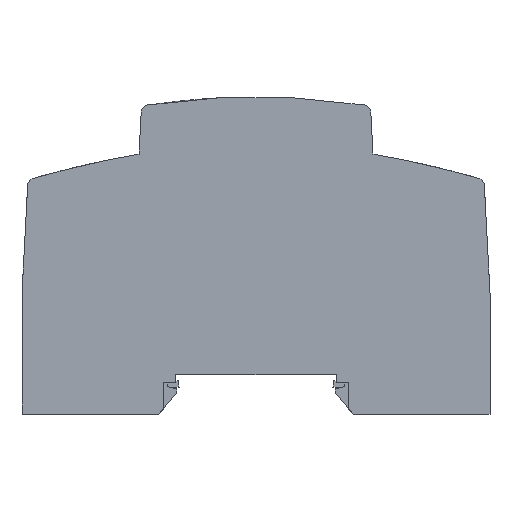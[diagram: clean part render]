
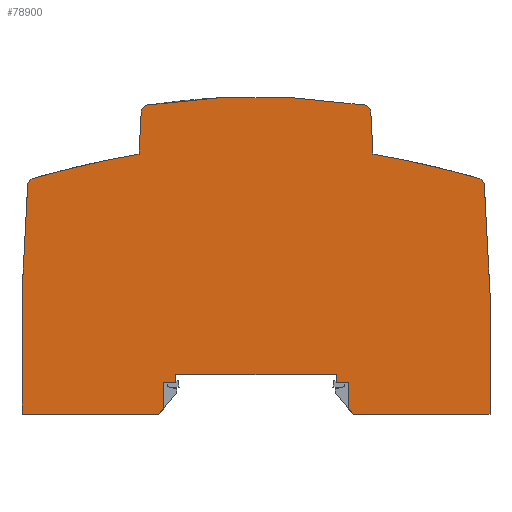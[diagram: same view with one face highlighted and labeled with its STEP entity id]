
A CAD part, top view. The second image highlights one B-rep face of the part: STEP entity #78900.
In plain terms, the highlighted planar face has unit normal (0, 0, 1).
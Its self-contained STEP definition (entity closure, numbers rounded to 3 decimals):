
#1960=CARTESIAN_POINT('',(17.8,1.,0.));
#1970=VERTEX_POINT('',#1960);
#2000=CARTESIAN_POINT('',(18.8,0.,0.));
#2010=DIRECTION('',(-0.707,0.707,0.));
#2020=VECTOR('',#2010,1.);
#2030=LINE('',#2000,#2020);
#2040=CARTESIAN_POINT('',(18.8,0.,0.));
#2050=VERTEX_POINT('',#2040);
#2060=EDGE_CURVE('',#2050,#1970,#2030,.T.);
#2900=CARTESIAN_POINT('',(-20.804,59.446,0.));
#2910=VERTEX_POINT('',#2900);
#3070=CARTESIAN_POINT('',(20.804,59.446,0.));
#3080=VERTEX_POINT('',#3070);
#3110=CARTESIAN_POINT('',(0.,-79.,0.));
#3120=DIRECTION('',(0.,-0.,1.));
#3130=DIRECTION('',(0.149,0.989,0.));
#3140=AXIS2_PLACEMENT_3D('',#3110,#3120,#3130);
#3150=CIRCLE('',#3140,140.);
#3160=EDGE_CURVE('',#3080,#2910,#3150,.T.);
#4290=CARTESIAN_POINT('',(22.079,58.041,0.));
#4300=VERTEX_POINT('',#4290);
#4530=CARTESIAN_POINT('',(22.5,50.,0.));
#4540=VERTEX_POINT('',#4530);
#4570=CARTESIAN_POINT('',(25.389,-5.128,0.));
#4580=DIRECTION('',(-0.052,0.999,0.));
#4590=VECTOR('',#4580,1.);
#4600=LINE('',#4570,#4590);
#4610=CARTESIAN_POINT('',(22.442,51.1,0.));
#4620=VERTEX_POINT('',#4610);
#4630=EDGE_CURVE('',#4540,#4620,#4600,.T.);
#4650=CARTESIAN_POINT('',(22.079,58.041,0.));
#4660=DIRECTION('',(0.052,-0.999,0.));
#4670=VECTOR('',#4660,1.);
#4680=LINE('',#4650,#4670);
#4690=EDGE_CURVE('',#4300,#4620,#4680,.T.);
#5080=CARTESIAN_POINT('',(-17.8,6.,0.));
#5090=VERTEX_POINT('',#5080);
#5120=CARTESIAN_POINT('',(-17.8,6.,0.));
#5130=DIRECTION('',(1.,0.,0.));
#5140=VECTOR('',#5130,1.);
#5150=LINE('',#5120,#5140);
#5160=CARTESIAN_POINT('',(-15.4,6.,0.));
#5170=VERTEX_POINT('',#5160);
#5180=EDGE_CURVE('',#5090,#5170,#5150,.T.);
#8480=CARTESIAN_POINT('',(-22.5,50.,0.));
#8490=VERTEX_POINT('',#8480);
#8660=CARTESIAN_POINT('',(-22.079,58.041,0.));
#8670=VERTEX_POINT('',#8660);
#8700=CARTESIAN_POINT('',(-22.444,51.077,0.));
#8710=DIRECTION('',(0.052,0.999,0.));
#8720=VECTOR('',#8710,1.);
#8730=LINE('',#8700,#8720);
#8740=EDGE_CURVE('',#8490,#8670,#8730,.T.);
#9000=CARTESIAN_POINT('',(-20.581,57.962,0.));
#9010=DIRECTION('',(0.,-0.,1.));
#9020=DIRECTION('',(-0.149,0.989,0.));
#9030=AXIS2_PLACEMENT_3D('',#9000,#9010,#9020);
#9040=CIRCLE('',#9030,1.5);
#9050=EDGE_CURVE('',#2910,#8670,#9040,.T.);
#9600=CARTESIAN_POINT('',(20.581,57.962,0.));
#9610=DIRECTION('',(0.,-0.,1.));
#9620=DIRECTION('',(0.999,0.052,0.));
#9630=AXIS2_PLACEMENT_3D('',#9600,#9610,#9620);
#9640=CIRCLE('',#9630,1.5);
#9650=EDGE_CURVE('',#4300,#3080,#9640,.T.);
#11540=CARTESIAN_POINT('',(-15.4,7.6,0.));
#11550=VERTEX_POINT('',#11540);
#11580=CARTESIAN_POINT('',(0.,7.6,-0.));
#11590=DIRECTION('',(-1.,0.,0.));
#11600=VECTOR('',#11590,1.);
#11610=LINE('',#11580,#11600);
#11620=CARTESIAN_POINT('',(15.4,7.6,-0.));
#11630=VERTEX_POINT('',#11620);
#11640=EDGE_CURVE('',#11630,#11550,#11610,.T.);
#12860=CARTESIAN_POINT('',(-17.8,1.,0.));
#12870=VERTEX_POINT('',#12860);
#12900=CARTESIAN_POINT('',(-17.8,1.,0.));
#12910=DIRECTION('',(0.,1.,0.));
#12920=VECTOR('',#12910,1.);
#12930=LINE('',#12900,#12920);
#12940=EDGE_CURVE('',#12870,#5090,#12930,.T.);
#14970=CARTESIAN_POINT('',(-15.4,7.6,0.));
#14980=DIRECTION('',(0.,-1.,0.));
#14990=VECTOR('',#14980,1.);
#15000=LINE('',#14970,#14990);
#15010=EDGE_CURVE('',#11550,#5170,#15000,.T.);
#15240=CARTESIAN_POINT('',(17.8,6.,0.));
#15250=VERTEX_POINT('',#15240);
#15560=CARTESIAN_POINT('',(15.4,6.,0.));
#15570=VERTEX_POINT('',#15560);
#15600=CARTESIAN_POINT('',(0.,6.,0.));
#15610=DIRECTION('',(-1.,-0.,-0.));
#15620=VECTOR('',#15610,1.);
#15630=LINE('',#15600,#15620);
#15640=EDGE_CURVE('',#15250,#15570,#15630,.T.);
#15950=CARTESIAN_POINT('',(-45.,0.,0.));
#15960=VERTEX_POINT('',#15950);
#15990=CARTESIAN_POINT('',(0.,0.,-0.));
#16000=DIRECTION('',(-1.,0.,0.));
#16010=VECTOR('',#16000,1.);
#16020=LINE('',#15990,#16010);
#16030=CARTESIAN_POINT('',(-18.8,0.,0.));
#16040=VERTEX_POINT('',#16030);
#16050=EDGE_CURVE('',#16040,#15960,#16020,.T.);
#16360=CARTESIAN_POINT('',(-18.8,0.,0.));
#16370=DIRECTION('',(0.707,0.707,0.));
#16380=VECTOR('',#16370,1.);
#16390=LINE('',#16360,#16380);
#16400=EDGE_CURVE('',#16040,#12870,#16390,.T.);
#20600=CARTESIAN_POINT('',(0.,-0.,0.));
#20610=DIRECTION('',(-1.,0.,0.));
#20620=VECTOR('',#20610,1.);
#20630=LINE('',#20600,#20620);
#20640=CARTESIAN_POINT('',(45.,-0.,0.));
#20650=VERTEX_POINT('',#20640);
#20660=EDGE_CURVE('',#20650,#2050,#20630,.T.);
#21530=CARTESIAN_POINT('',(15.4,0.,0.));
#21540=DIRECTION('',(0.,1.,-0.));
#21550=VECTOR('',#21540,1.);
#21560=LINE('',#21530,#21550);
#21570=EDGE_CURVE('',#15570,#11630,#21560,.T.);
#22280=CARTESIAN_POINT('',(17.8,0.,-0.));
#22290=DIRECTION('',(0.,1.,-0.));
#22300=VECTOR('',#22290,1.);
#22310=LINE('',#22280,#22300);
#22320=EDGE_CURVE('',#1970,#15250,#22310,.T.);
#46190=CARTESIAN_POINT('',(-43.897,44.29,0.));
#46200=VERTEX_POINT('',#46190);
#46230=CARTESIAN_POINT('',(-46.218,0.,0.));
#46240=DIRECTION('',(-0.052,-0.999,0.));
#46250=VECTOR('',#46240,1.);
#46260=LINE('',#46230,#46250);
#46270=CARTESIAN_POINT('',(-43.913,43.971,0.));
#46280=VERTEX_POINT('',#46270);
#46290=EDGE_CURVE('',#46200,#46280,#46260,.T.);
#46310=CARTESIAN_POINT('',(-46.219,0.,0.));
#46320=DIRECTION('',(0.052,0.999,0.));
#46330=VECTOR('',#46320,1.);
#46340=LINE('',#46310,#46330);
#46350=CARTESIAN_POINT('',(-45.,23.25,0.));
#46360=VERTEX_POINT('',#46350);
#46370=EDGE_CURVE('',#46360,#46280,#46340,.T.);
#48920=CARTESIAN_POINT('',(12.011,-147.,0.));
#48930=DIRECTION('',(-0.,-0.,-1.));
#48940=DIRECTION('',(-0.274,0.962,0.));
#48950=AXIS2_PLACEMENT_3D('',#48920,#48930,#48940);
#48960=CIRCLE('',#48950,200.);
#48970=CARTESIAN_POINT('',(-42.827,45.335,0.));
#48980=VERTEX_POINT('',#48970);
#48990=EDGE_CURVE('',#48980,#8490,#48960,.T.);
#51390=CARTESIAN_POINT('',(-43.858,44.304,0.));
#51400=VERTEX_POINT('',#51390);
#51430=CARTESIAN_POINT('',(0.068,-78.05,0.));
#51440=DIRECTION('',(-0.,0.,1.));
#51450=DIRECTION('',(1.,0.,0.));
#51460=AXIS2_PLACEMENT_3D('',#51430,#51440,#51450);
#51470=CIRCLE('',#51460,130.);
#51480=EDGE_CURVE('',#51400,#46200,#51470,.T.);
#58390=CARTESIAN_POINT('',(-45.,0.,0.));
#58400=DIRECTION('',(0.,1.,0.));
#58410=VECTOR('',#58400,1.);
#58420=LINE('',#58390,#58410);
#58430=EDGE_CURVE('',#15960,#46360,#58420,.T.);
#59060=CARTESIAN_POINT('',(-42.415,43.893,0.));
#59070=DIRECTION('',(-0.,0.,1.));
#59080=DIRECTION('',(-0.274,0.962,0.));
#59090=AXIS2_PLACEMENT_3D('',#59060,#59070,#59080);
#59100=CIRCLE('',#59090,1.5);
#59110=EDGE_CURVE('',#48980,#51400,#59100,.T.);
#67000=CARTESIAN_POINT('',(42.827,45.335,0.));
#67010=VERTEX_POINT('',#67000);
#67040=CARTESIAN_POINT('',(-12.011,-147.,0.));
#67050=DIRECTION('',(-0.,-0.,-1.));
#67060=DIRECTION('',(0.172,0.985,0.));
#67070=AXIS2_PLACEMENT_3D('',#67040,#67050,#67060);
#67080=CIRCLE('',#67070,200.);
#67090=EDGE_CURVE('',#4540,#67010,#67080,.T.);
#78040=CARTESIAN_POINT('',(43.858,44.304,0.));
#78050=VERTEX_POINT('',#78040);
#78080=CARTESIAN_POINT('',(42.415,43.893,0.));
#78090=DIRECTION('',(-0.,-0.,-1.));
#78100=DIRECTION('',(0.274,0.962,0.));
#78110=AXIS2_PLACEMENT_3D('',#78080,#78090,#78100);
#78120=CIRCLE('',#78110,1.5);
#78130=EDGE_CURVE('',#67010,#78050,#78120,.T.);
#78270=CARTESIAN_POINT('',(0.,0.,0.));
#78280=DIRECTION('',(0.,0.,1.));
#78290=DIRECTION('',(1.,0.,0.));
#78300=AXIS2_PLACEMENT_3D('',#78270,#78280,#78290);
#78310=PLANE('',#78300);
#78320=ORIENTED_EDGE('',*,*,#78130,.F.);
#78330=CARTESIAN_POINT('',(-0.068,-78.05,0.));
#78340=DIRECTION('',(0.,0.,-1.));
#78350=DIRECTION('',(-1.,0.,0.));
#78360=AXIS2_PLACEMENT_3D('',#78330,#78340,#78350);
#78370=CIRCLE('',#78360,130.);
#78380=CARTESIAN_POINT('',(43.897,44.29,0.));
#78390=VERTEX_POINT('',#78380);
#78400=EDGE_CURVE('',#78050,#78390,#78370,.T.);
#78410=ORIENTED_EDGE('',*,*,#78400,.F.);
#78420=CARTESIAN_POINT('',(46.218,0.,0.));
#78430=DIRECTION('',(0.052,-0.999,-0.));
#78440=VECTOR('',#78430,1.);
#78450=LINE('',#78420,#78440);
#78460=CARTESIAN_POINT('',(43.913,43.971,0.));
#78470=VERTEX_POINT('',#78460);
#78480=EDGE_CURVE('',#78390,#78470,#78450,.T.);
#78490=ORIENTED_EDGE('',*,*,#78480,.F.);
#78500=CARTESIAN_POINT('',(46.219,0.,0.));
#78510=DIRECTION('',(-0.052,0.999,0.));
#78520=VECTOR('',#78510,1.);
#78530=LINE('',#78500,#78520);
#78540=CARTESIAN_POINT('',(45.,23.25,0.));
#78550=VERTEX_POINT('',#78540);
#78560=EDGE_CURVE('',#78550,#78470,#78530,.T.);
#78570=ORIENTED_EDGE('',*,*,#78560,.T.);
#78580=CARTESIAN_POINT('',(45.,0.,0.));
#78590=DIRECTION('',(-0.,1.,0.));
#78600=VECTOR('',#78590,1.);
#78610=LINE('',#78580,#78600);
#78620=EDGE_CURVE('',#20650,#78550,#78610,.T.);
#78630=ORIENTED_EDGE('',*,*,#78620,.T.);
#78640=ORIENTED_EDGE('',*,*,#20660,.F.);
#78650=ORIENTED_EDGE('',*,*,#2060,.F.);
#78660=ORIENTED_EDGE('',*,*,#22320,.F.);
#78670=ORIENTED_EDGE('',*,*,#15640,.F.);
#78680=ORIENTED_EDGE('',*,*,#21570,.F.);
#78690=ORIENTED_EDGE('',*,*,#11640,.F.);
#78700=ORIENTED_EDGE('',*,*,#15010,.F.);
#78710=ORIENTED_EDGE('',*,*,#5180,.T.);
#78720=ORIENTED_EDGE('',*,*,#12940,.T.);
#78730=ORIENTED_EDGE('',*,*,#16400,.T.);
#78740=ORIENTED_EDGE('',*,*,#16050,.F.);
#78750=ORIENTED_EDGE('',*,*,#58430,.F.);
#78760=ORIENTED_EDGE('',*,*,#46370,.F.);
#78770=ORIENTED_EDGE('',*,*,#46290,.T.);
#78780=ORIENTED_EDGE('',*,*,#51480,.T.);
#78790=ORIENTED_EDGE('',*,*,#59110,.T.);
#78800=ORIENTED_EDGE('',*,*,#48990,.F.);
#78810=ORIENTED_EDGE('',*,*,#8740,.F.);
#78820=ORIENTED_EDGE('',*,*,#9050,.T.);
#78830=ORIENTED_EDGE('',*,*,#3160,.T.);
#78840=ORIENTED_EDGE('',*,*,#9650,.T.);
#78850=ORIENTED_EDGE('',*,*,#4690,.F.);
#78860=ORIENTED_EDGE('',*,*,#4630,.T.);
#78870=ORIENTED_EDGE('',*,*,#67090,.F.);
#78880=EDGE_LOOP('',(#78870,#78860,#78850,#78840,#78830,#78820,#78810,
#78800,#78790,#78780,#78770,#78760,#78750,#78740,#78730,#78720,#78710,
#78700,#78690,#78680,#78670,#78660,#78650,#78640,#78630,#78570,#78490,
#78410,#78320));
#78890=FACE_OUTER_BOUND('',#78880,.T.);
#78900=ADVANCED_FACE('',(#78890),#78310,.T.);
